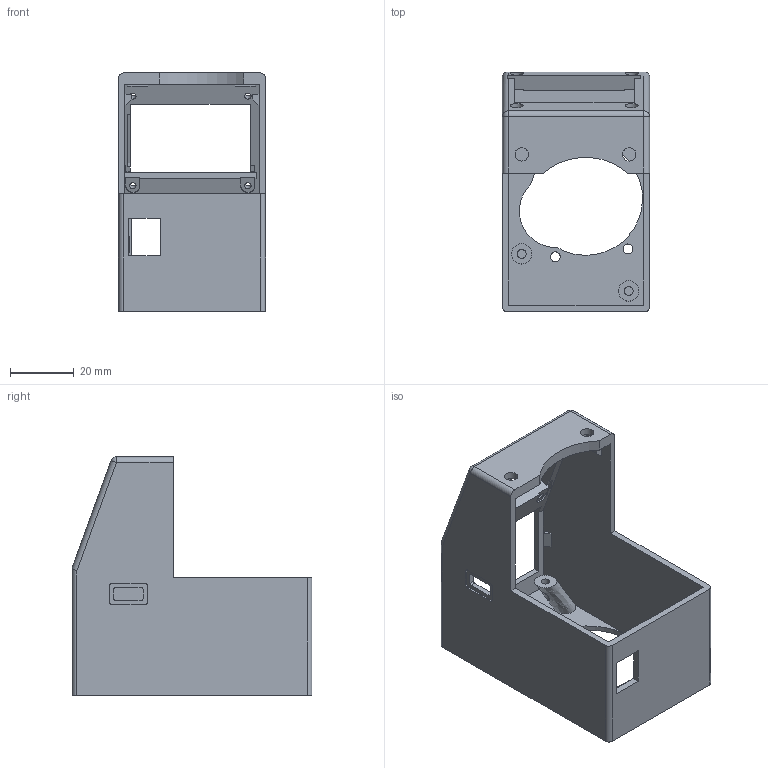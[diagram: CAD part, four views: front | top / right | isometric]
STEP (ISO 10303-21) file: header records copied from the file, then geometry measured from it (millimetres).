
FILE_DESCRIPTION(/* description */ ('Unknown'),/* implementation_level */ '2;1');
FILE_NAME(/* name */ 'PcbEnclosure2',/* time_stamp */ '2025-05-14T14:06:53Z',/* author */ ('Unknown'),/* organization */ ('Unknown'),/* preprocessor_version */ 'ST-DEVELOPER v19.4',/* originating_system */ 'Solid Edge',/* authorisation */ 'Unknown');
FILE_SCHEMA (('AUTOMOTIVE_DESIGN {1 0 10303 214 3 1 1}'));
Length unit declared in the file: millimetre
Products named in the file (1): PcbEnclosure2
Bounding box: 46.04 x 74.96 x 74.57 mm (x, y, z)
Volume: 29234 mm3; surface area: 28671.1 mm2
Topology: 1 solids, 1 shells, 150 faces, 412 edges, 272 vertices
Faces by surface type: plane 105, cylinder 41, bspline 2, sphere 2
Full cylindrical faces by diameter (mm): 2 x4, 2.794 x4, 3.058 x3, 4 x4, 4.191 x2, 6.35 x2
Entity records: 4658 total; most frequent: CARTESIAN_POINT 866, DIRECTION 754, ORIENTED_EDGE 750, EDGE_CURVE 375, LINE 284, VECTOR 284, VERTEX_POINT 259, AXIS2_PLACEMENT_3D 235
